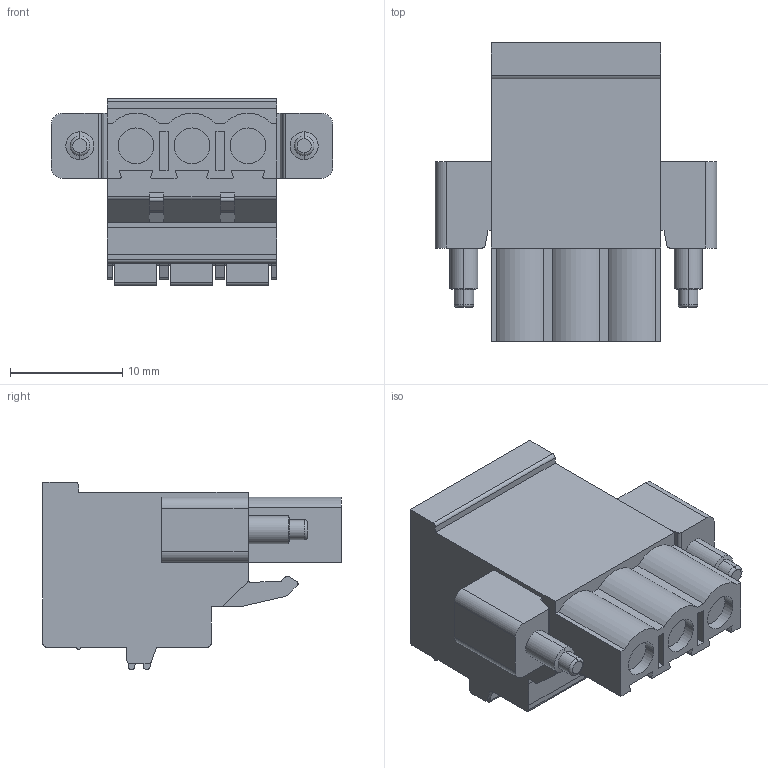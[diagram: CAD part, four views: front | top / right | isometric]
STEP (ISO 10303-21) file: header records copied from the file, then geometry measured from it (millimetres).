
FILE_DESCRIPTION((''),'2;1');
FILE_NAME('3333','2024-09-23T09:47:36',('tluser'),(''),'CREO PARAMETRIC BY PTC INC, 2018100','CREO PARAMETRIC BY PTC INC, 2018100','');
FILE_SCHEMA(('CONFIG_CONTROL_DESIGN'));
Length unit declared in the file: millimetre
Products named in the file (1): 3333
Bounding box: 25.1 x 26.6 x 16.7 mm (x, y, z)
Volume: 4525.1 mm3; surface area: 2735.8 mm2
Topology: 1 solids, 1 shells, 256 faces, 672 edges, 444 vertices
Faces by surface type: plane 160, cylinder 88, cone 4, torus 4
Entity records: 7930 total; most frequent: DIRECTION 1376, CARTESIAN_POINT 1372, ORIENTED_EDGE 1344, EDGE_CURVE 672, VECTOR 480, LINE 480, AXIS2_PLACEMENT_3D 448, VERTEX_POINT 444
